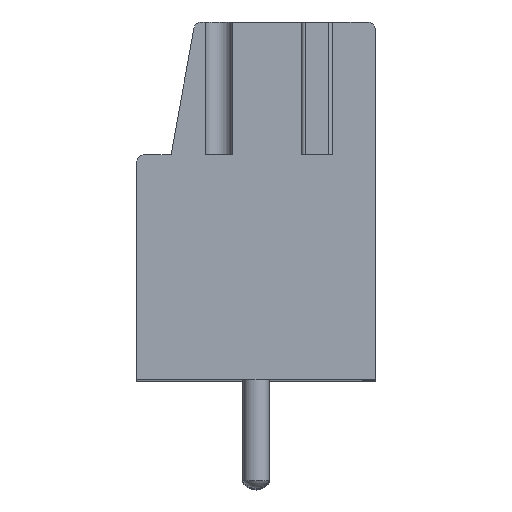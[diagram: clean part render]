
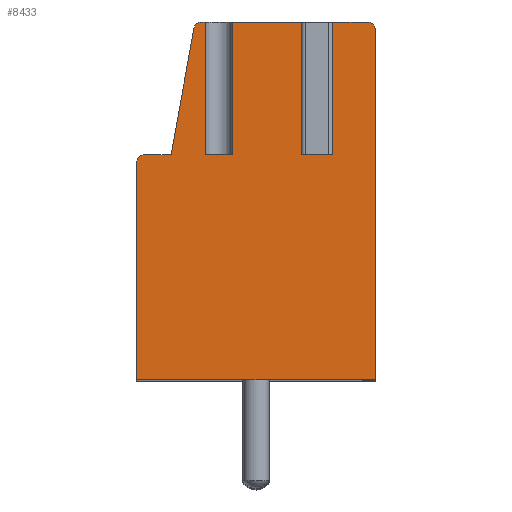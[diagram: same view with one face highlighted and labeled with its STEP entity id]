
A CAD part, top view. The second image highlights one B-rep face of the part: STEP entity #8433.
In plain terms, the highlighted planar face has unit normal (0, 0, 1).
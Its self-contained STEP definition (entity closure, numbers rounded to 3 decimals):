
#52=DIRECTION('',(1.,0.,0.));
#53=VECTOR('',#52,1.);
#54=CARTESIAN_POINT('',(-1.9,3.36,32.5));
#55=LINE('',#54,#53);
#56=DIRECTION('',(0.,1.,0.));
#57=VECTOR('',#56,5.);
#58=CARTESIAN_POINT('',(-0.9,3.36,32.5));
#59=LINE('',#58,#57);
#60=DIRECTION('',(-1.,0.,0.));
#61=VECTOR('',#60,2.8);
#62=CARTESIAN_POINT('',(1.9,8.36,32.5));
#63=LINE('',#62,#61);
#64=DIRECTION('',(0.,1.,0.));
#65=VECTOR('',#64,5.);
#66=CARTESIAN_POINT('',(1.9,3.36,32.5));
#67=LINE('',#66,#65);
#68=DIRECTION('',(1.,0.,0.));
#69=VECTOR('',#68,0.8);
#70=CARTESIAN_POINT('',(1.9,3.36,32.5));
#71=LINE('',#70,#69);
#72=DIRECTION('',(0.,1.,0.));
#73=VECTOR('',#72,5.);
#74=CARTESIAN_POINT('',(2.7,3.36,32.5));
#75=LINE('',#74,#73);
#76=DIRECTION('',(-1.,0.,0.));
#77=VECTOR('',#76,1.5);
#78=CARTESIAN_POINT('',(4.2,8.36,32.5));
#79=LINE('',#78,#77);
#80=CARTESIAN_POINT('',(4.2,8.06,32.5));
#81=DIRECTION('',(0.,0.,1.));
#82=DIRECTION('',(1.,0.,0.));
#83=AXIS2_PLACEMENT_3D('',#80,#81,#82);
#85=DIRECTION('',(0.,1.,0.));
#86=VECTOR('',#85,13.2);
#87=CARTESIAN_POINT('',(4.5,-5.14,32.5));
#88=LINE('',#87,#86);
#89=DIRECTION('',(1.,0.,0.));
#90=VECTOR('',#89,9.);
#91=CARTESIAN_POINT('',(-4.5,-5.14,32.5));
#92=LINE('',#91,#90);
#93=DIRECTION('',(0.,-1.,0.));
#94=VECTOR('',#93,8.2);
#95=CARTESIAN_POINT('',(-4.5,3.06,32.5));
#96=LINE('',#95,#94);
#97=CARTESIAN_POINT('',(-4.2,3.06,32.5));
#98=DIRECTION('',(0.,0.,1.));
#99=DIRECTION('',(0.,1.,0.));
#100=AXIS2_PLACEMENT_3D('',#97,#98,#99);
#102=DIRECTION('',(-1.,0.,0.));
#103=VECTOR('',#102,1.);
#104=CARTESIAN_POINT('',(-3.2,3.36,32.5));
#105=LINE('',#104,#103);
#106=DIRECTION('',(-0.177,-0.984,0.));
#107=VECTOR('',#106,4.829);
#108=CARTESIAN_POINT('',(-2.345,8.113,32.5));
#109=LINE('',#108,#107);
#110=CARTESIAN_POINT('',(-2.05,8.06,32.5));
#111=DIRECTION('',(0.,0.,1.));
#112=DIRECTION('',(0.,1.,0.));
#113=AXIS2_PLACEMENT_3D('',#110,#111,#112);
#115=DIRECTION('',(-1.,0.,0.));
#116=VECTOR('',#115,0.15);
#117=CARTESIAN_POINT('',(-1.9,8.36,32.5));
#118=LINE('',#117,#116);
#119=DIRECTION('',(0.,1.,0.));
#120=VECTOR('',#119,5.);
#121=CARTESIAN_POINT('',(-1.9,3.36,32.5));
#122=LINE('',#121,#120);
#6537=CARTESIAN_POINT('',(4.5,-5.14,32.5));
#6538=CARTESIAN_POINT('',(4.5,8.06,32.5));
#6539=VERTEX_POINT('',#6537);
#6540=VERTEX_POINT('',#6538);
#6541=CARTESIAN_POINT('',(4.2,8.36,32.5));
#6542=VERTEX_POINT('',#6541);
#6543=CARTESIAN_POINT('',(-2.05,8.36,32.5));
#6544=CARTESIAN_POINT('',(-2.345,8.113,32.5));
#6545=VERTEX_POINT('',#6543);
#6546=VERTEX_POINT('',#6544);
#6547=CARTESIAN_POINT('',(-3.2,3.36,32.5));
#6548=VERTEX_POINT('',#6547);
#6549=CARTESIAN_POINT('',(-4.2,3.36,32.5));
#6550=VERTEX_POINT('',#6549);
#6551=CARTESIAN_POINT('',(-4.5,3.06,32.5));
#6552=VERTEX_POINT('',#6551);
#6553=CARTESIAN_POINT('',(-4.5,-5.14,32.5));
#6554=VERTEX_POINT('',#6553);
#6852=CARTESIAN_POINT('',(1.9,3.36,32.5));
#6853=CARTESIAN_POINT('',(2.7,3.36,32.5));
#6854=VERTEX_POINT('',#6852);
#6855=VERTEX_POINT('',#6853);
#6856=CARTESIAN_POINT('',(2.7,8.36,32.5));
#6857=VERTEX_POINT('',#6856);
#6858=CARTESIAN_POINT('',(1.9,8.36,32.5));
#6859=VERTEX_POINT('',#6858);
#6880=CARTESIAN_POINT('',(-1.9,3.36,32.5));
#6881=CARTESIAN_POINT('',(-0.9,3.36,32.5));
#6882=VERTEX_POINT('',#6880);
#6883=VERTEX_POINT('',#6881);
#6884=CARTESIAN_POINT('',(-0.9,8.36,32.5));
#6885=VERTEX_POINT('',#6884);
#6886=CARTESIAN_POINT('',(-1.9,8.36,32.5));
#6887=VERTEX_POINT('',#6886);
#8392=CARTESIAN_POINT('',(0.,0.,32.5));
#8393=DIRECTION('',(0.,0.,1.));
#8394=DIRECTION('',(1.,0.,0.));
#8395=AXIS2_PLACEMENT_3D('',#8392,#8393,#8394);
#8396=PLANE('',#8395);
#8398=ORIENTED_EDGE('',*,*,#8397,.T.);
#8400=ORIENTED_EDGE('',*,*,#8399,.T.);
#8402=ORIENTED_EDGE('',*,*,#8401,.F.);
#8404=ORIENTED_EDGE('',*,*,#8403,.F.);
#8406=ORIENTED_EDGE('',*,*,#8405,.T.);
#8408=ORIENTED_EDGE('',*,*,#8407,.T.);
#8410=ORIENTED_EDGE('',*,*,#8409,.F.);
#8412=ORIENTED_EDGE('',*,*,#8411,.F.);
#8414=ORIENTED_EDGE('',*,*,#8413,.F.);
#8416=ORIENTED_EDGE('',*,*,#8415,.F.);
#8418=ORIENTED_EDGE('',*,*,#8417,.F.);
#8420=ORIENTED_EDGE('',*,*,#8419,.F.);
#8422=ORIENTED_EDGE('',*,*,#8421,.F.);
#8424=ORIENTED_EDGE('',*,*,#8423,.F.);
#8426=ORIENTED_EDGE('',*,*,#8425,.F.);
#8428=ORIENTED_EDGE('',*,*,#8427,.F.);
#8430=ORIENTED_EDGE('',*,*,#8429,.F.);
#8431=EDGE_LOOP('',(#8398,#8400,#8402,#8404,#8406,#8408,#8410,#8412,#8414,#8416,
#8418,#8420,#8422,#8424,#8426,#8428,#8430));
#8432=FACE_OUTER_BOUND('',#8431,.F.);
#84=CIRCLE('',#83,0.3);
#101=CIRCLE('',#100,0.3);
#114=CIRCLE('',#113,0.3);
#8397=EDGE_CURVE('',#6882,#6883,#55,.T.);
#8399=EDGE_CURVE('',#6883,#6885,#59,.T.);
#8401=EDGE_CURVE('',#6859,#6885,#63,.T.);
#8403=EDGE_CURVE('',#6854,#6859,#67,.T.);
#8405=EDGE_CURVE('',#6854,#6855,#71,.T.);
#8407=EDGE_CURVE('',#6855,#6857,#75,.T.);
#8409=EDGE_CURVE('',#6542,#6857,#79,.T.);
#8411=EDGE_CURVE('',#6540,#6542,#84,.T.);
#8413=EDGE_CURVE('',#6539,#6540,#88,.T.);
#8415=EDGE_CURVE('',#6554,#6539,#92,.T.);
#8417=EDGE_CURVE('',#6552,#6554,#96,.T.);
#8419=EDGE_CURVE('',#6550,#6552,#101,.T.);
#8421=EDGE_CURVE('',#6548,#6550,#105,.T.);
#8423=EDGE_CURVE('',#6546,#6548,#109,.T.);
#8425=EDGE_CURVE('',#6545,#6546,#114,.T.);
#8427=EDGE_CURVE('',#6887,#6545,#118,.T.);
#8429=EDGE_CURVE('',#6882,#6887,#122,.T.);
#8433=ADVANCED_FACE('',(#8432),#8396,.T.);
